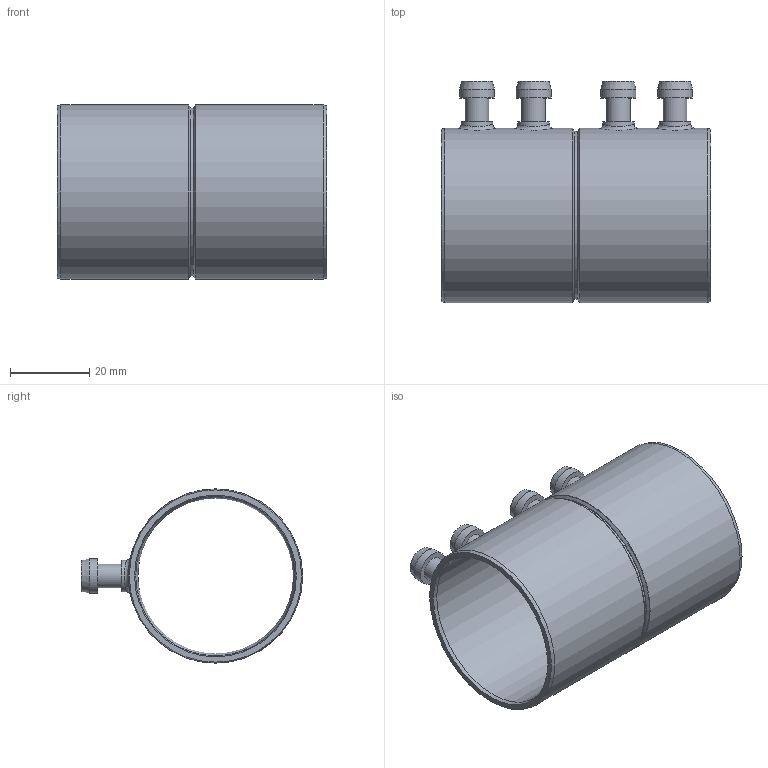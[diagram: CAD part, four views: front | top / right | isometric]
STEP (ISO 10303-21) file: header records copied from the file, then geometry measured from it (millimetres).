
FILE_DESCRIPTION(/* description */ (''),/* implementation_level */ '2;1');
FILE_NAME(/* name */ '',/* time_stamp */ '2025-06-18T09:36:04+07:00',/* author */ ('zeta-72'),/* organization */ (''),/* preprocessor_version */ 'ST-DEVELOPER v19.2',/* originating_system */ 'Autodesk Inventor 2024',/* authorisation */ '');
FILE_SCHEMA (('AUTOMOTIVE_DESIGN { 1 0 10303 214 3 1 1 }'));
Length unit declared in the file: millimetre
Products named in the file (1): ЗЭТА.046.050.000_Муфта соединительная 
IP40_Упростить_5
Bounding box: 68 x 55.85 x 44 mm (x, y, z)
Volume: 18666.5 mm3; surface area: 19778.3 mm2
Topology: 1 solids, 1 shells, 52 faces, 112 edges, 74 vertices
Faces by surface type: cylinder 17, plane 14, cone 10, torus 7, bspline 4
Full cylindrical faces by diameter (mm): 6 x4, 8 x4, 8.8 x4, 40.3 x2, 42.4 x1, 44 x2
Entity records: 1973 total; most frequent: CARTESIAN_POINT 687, DIRECTION 271, ORIENTED_EDGE 224, AXIS2_PLACEMENT_3D 122, EDGE_CURVE 112, VERTEX_POINT 74, CIRCLE 73, EDGE_LOOP 66
